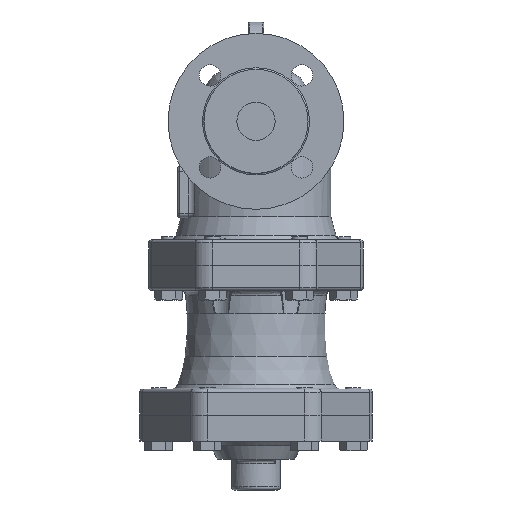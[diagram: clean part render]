
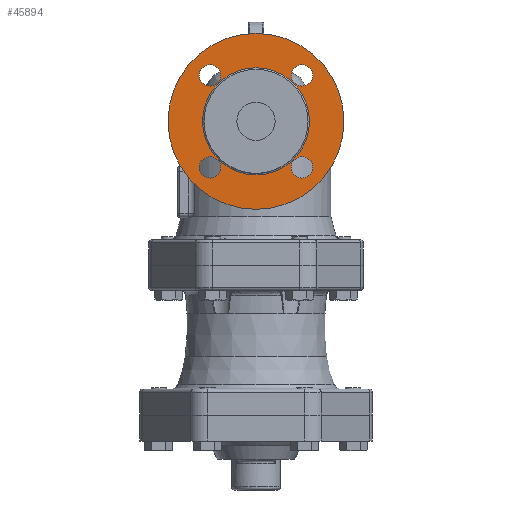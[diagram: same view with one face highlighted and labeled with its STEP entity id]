
A CAD part, left-side view. The second image highlights one B-rep face of the part: STEP entity #45894.
In plain terms, the highlighted free-form (B-spline) face has degree [1, 1] with [2, 2] control points.
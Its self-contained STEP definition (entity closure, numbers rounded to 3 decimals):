
#45816=CARTESIAN_POINT('',(-96.,0.0,129.0));
#45817=VERTEX_POINT('',#45816);
#45818=CARTESIAN_POINT('',(-96.,0.0,94.));
#45819=DIRECTION('',(-1.0,0.0,0.0));
#45820=DIRECTION('',(0.0,0.0,-1.0));
#45821=AXIS2_PLACEMENT_3D('',#45818,#45819,#45820);
#45822=CIRCLE('',#45821,35.);
#45823=EDGE_CURVE('',#45817,#45817,#45822,.T.);
#45831=CARTESIAN_POINT('',(-96.,57.5,151.5));
#45832=CARTESIAN_POINT('',(-96.,57.5,36.5));
#45833=CARTESIAN_POINT('',(-96.,-57.5,151.5));
#45834=CARTESIAN_POINT('',(-96.,-57.5,36.5));
#45835=B_SPLINE_SURFACE_WITH_KNOTS('',1,1,((#45831,#45833),(#45832,#45834)),.UNSPECIFIED.,.F.,.F.,.U.,(2,2),(2,2),(0.0,115.),(0.0,115.0),.UNSPECIFIED.);
#45836=CARTESIAN_POINT('',(-96.,0.0,151.5));
#45837=VERTEX_POINT('',#45836);
#45838=CARTESIAN_POINT('',(-96.,0.0,94.));
#45839=DIRECTION('',(-1.0,0.0,0.0));
#45840=DIRECTION('',(0.0,0.0,1.0));
#45841=AXIS2_PLACEMENT_3D('',#45838,#45839,#45840);
#45842=CIRCLE('',#45841,57.5);
#45843=EDGE_CURVE('',#45837,#45837,#45842,.T.);
#45844=ORIENTED_EDGE('',*,*,#45843,.T.);
#45845=EDGE_LOOP('',(#45844));
#45846=FACE_OUTER_BOUND('',#45845,.T.);
#45847=CARTESIAN_POINT('',(-96.,-23.052,124.052));
#45848=VERTEX_POINT('',#45847);
#45849=CARTESIAN_POINT('',(-96.,-30.052,124.052));
#45850=DIRECTION('',(1.0,0.0,0.0));
#45851=DIRECTION('',(0.0,1.0,0.0));
#45852=AXIS2_PLACEMENT_3D('',#45849,#45850,#45851);
#45853=CIRCLE('',#45852,7.);
#45854=EDGE_CURVE('',#45848,#45848,#45853,.T.);
#45855=ORIENTED_EDGE('',*,*,#45854,.T.);
#45856=EDGE_LOOP('',(#45855));
#45857=FACE_BOUND('',#45856,.T.);
#45858=CARTESIAN_POINT('',(-96.,-30.052,70.948));
#45859=VERTEX_POINT('',#45858);
#45860=CARTESIAN_POINT('',(-96.,-30.052,63.948));
#45861=DIRECTION('',(1.0,0.0,0.0));
#45862=DIRECTION('',(0.0,0.0,1.0));
#45863=AXIS2_PLACEMENT_3D('',#45860,#45861,#45862);
#45864=CIRCLE('',#45863,7.);
#45865=EDGE_CURVE('',#45859,#45859,#45864,.T.);
#45866=ORIENTED_EDGE('',*,*,#45865,.T.);
#45867=EDGE_LOOP('',(#45866));
#45868=FACE_BOUND('',#45867,.T.);
#45869=CARTESIAN_POINT('',(-96.,23.052,63.948));
#45870=VERTEX_POINT('',#45869);
#45871=CARTESIAN_POINT('',(-96.,30.052,63.948));
#45872=DIRECTION('',(1.0,0.0,0.0));
#45873=DIRECTION('',(0.0,-1.0,0.0));
#45874=AXIS2_PLACEMENT_3D('',#45871,#45872,#45873);
#45875=CIRCLE('',#45874,7.);
#45876=EDGE_CURVE('',#45870,#45870,#45875,.T.);
#45877=ORIENTED_EDGE('',*,*,#45876,.T.);
#45878=EDGE_LOOP('',(#45877));
#45879=FACE_BOUND('',#45878,.T.);
#45880=CARTESIAN_POINT('',(-96.,30.052,117.052));
#45881=VERTEX_POINT('',#45880);
#45882=CARTESIAN_POINT('',(-96.,30.052,124.052));
#45883=DIRECTION('',(1.0,0.0,0.0));
#45884=DIRECTION('',(0.0,0.0,-1.0));
#45885=AXIS2_PLACEMENT_3D('',#45882,#45883,#45884);
#45886=CIRCLE('',#45885,7.);
#45887=EDGE_CURVE('',#45881,#45881,#45886,.T.);
#45888=ORIENTED_EDGE('',*,*,#45887,.T.);
#45889=EDGE_LOOP('',(#45888));
#45890=FACE_BOUND('',#45889,.T.);
#45891=ORIENTED_EDGE('',*,*,#45823,.F.);
#45892=EDGE_LOOP('',(#45891));
#45893=FACE_BOUND('',#45892,.T.);
#45894=ADVANCED_FACE('',(#45846,#45857,#45868,#45879,#45890,#45893),#45835,.T.);
